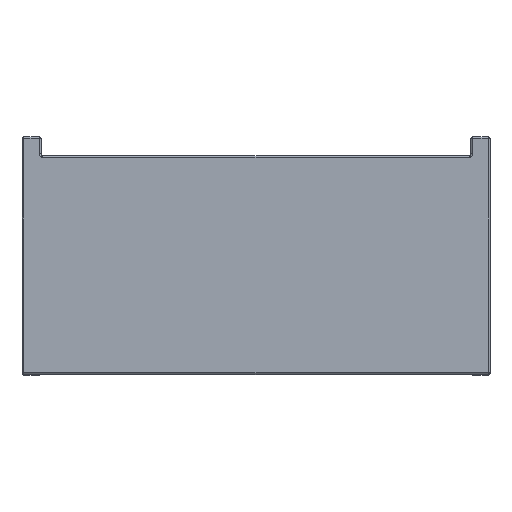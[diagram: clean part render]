
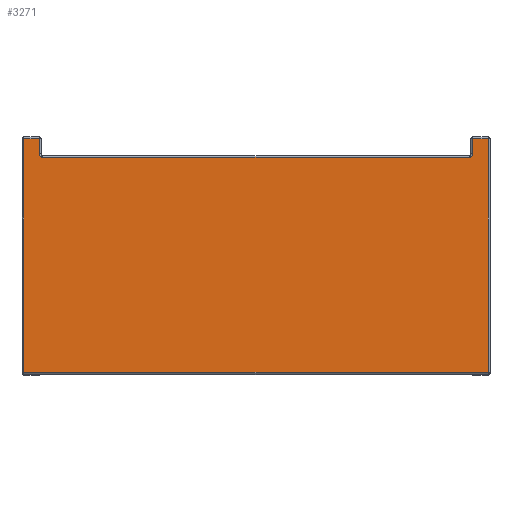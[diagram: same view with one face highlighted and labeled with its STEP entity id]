
A CAD part, top view. The second image highlights one B-rep face of the part: STEP entity #3271.
In plain terms, the highlighted planar face has unit normal (0, 0, 1).
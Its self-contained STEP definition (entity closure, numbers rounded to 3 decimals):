
#252=LINE('',#4841,#406);
#253=LINE('',#4845,#407);
#254=LINE('',#4847,#408);
#255=LINE('',#4849,#409);
#256=LINE('',#4851,#410);
#257=LINE('',#4853,#411);
#258=LINE('',#4855,#412);
#259=LINE('',#4857,#413);
#406=VECTOR('',#3951,1000.);
#407=VECTOR('',#3954,1000.);
#408=VECTOR('',#3955,1000.);
#409=VECTOR('',#3956,1000.);
#410=VECTOR('',#3957,1000.);
#411=VECTOR('',#3958,1000.);
#412=VECTOR('',#3959,1000.);
#413=VECTOR('',#3960,1000.);
#593=ORIENTED_EDGE('',*,*,#1235,.F.);
#594=ORIENTED_EDGE('',*,*,#1236,.T.);
#595=ORIENTED_EDGE('',*,*,#1237,.F.);
#596=ORIENTED_EDGE('',*,*,#1238,.T.);
#597=ORIENTED_EDGE('',*,*,#1239,.T.);
#598=ORIENTED_EDGE('',*,*,#1240,.T.);
#599=ORIENTED_EDGE('',*,*,#1241,.T.);
#600=ORIENTED_EDGE('',*,*,#1242,.T.);
#601=ORIENTED_EDGE('',*,*,#1243,.T.);
#602=ORIENTED_EDGE('',*,*,#1244,.T.);
#1235=EDGE_CURVE('',#1559,#1560,#1633,.T.);
#1236=EDGE_CURVE('',#1559,#1561,#252,.F.);
#1237=EDGE_CURVE('',#1562,#1561,#1634,.T.);
#1238=EDGE_CURVE('',#1562,#1563,#253,.F.);
#1239=EDGE_CURVE('',#1563,#1564,#254,.F.);
#1240=EDGE_CURVE('',#1564,#1565,#255,.F.);
#1241=EDGE_CURVE('',#1565,#1566,#256,.T.);
#1242=EDGE_CURVE('',#1566,#1567,#257,.T.);
#1243=EDGE_CURVE('',#1567,#1568,#258,.F.);
#1244=EDGE_CURVE('',#1568,#1560,#259,.F.);
#1559=VERTEX_POINT('',#4839);
#1560=VERTEX_POINT('',#4840);
#1561=VERTEX_POINT('',#4842);
#1562=VERTEX_POINT('',#4844);
#1563=VERTEX_POINT('',#4846);
#1564=VERTEX_POINT('',#4848);
#1565=VERTEX_POINT('',#4850);
#1566=VERTEX_POINT('',#4852);
#1567=VERTEX_POINT('',#4854);
#1568=VERTEX_POINT('',#4856);
#1633=CIRCLE('',#3461,0.074);
#1634=CIRCLE('',#3462,0.074);
#1804=EDGE_LOOP('',(#593,#594,#595,#596,#597,#598,#599,#600,#601,#602));
#1972=FACE_BOUND('',#1804,.T.);
#2129=PLANE('',#3460);
#3271=ADVANCED_FACE('',(#1972),#2129,.T.);
#3460=AXIS2_PLACEMENT_3D('',#4837,#3947,#3948);
#3461=AXIS2_PLACEMENT_3D('',#4838,#3949,#3950);
#3462=AXIS2_PLACEMENT_3D('',#4843,#3952,#3953);
#3947=DIRECTION('',(0.,0.,1.));
#3948=DIRECTION('',(1.,0.,0.));
#3949=DIRECTION('',(0.,0.,1.));
#3950=DIRECTION('',(1.,0.,0.));
#3951=DIRECTION('',(1.,0.,0.));
#3952=DIRECTION('',(0.,0.,1.));
#3953=DIRECTION('',(1.,0.,0.));
#3954=DIRECTION('',(0.,-1.,0.));
#3955=DIRECTION('',(1.,0.,0.));
#3956=DIRECTION('',(0.,1.,0.));
#3957=DIRECTION('',(1.,0.,0.));
#3958=DIRECTION('',(0.,1.,0.));
#3959=DIRECTION('',(1.,0.,0.));
#3960=DIRECTION('',(0.,1.,0.));
#4837=CARTESIAN_POINT('',(-4.765,-4.83,4.765));
#4838=CARTESIAN_POINT('',(4.339,-0.343,4.765));
#4839=CARTESIAN_POINT('',(4.339,-0.417,4.765));
#4840=CARTESIAN_POINT('',(4.413,-0.343,4.765));
#4841=CARTESIAN_POINT('',(-4.376,-0.417,4.765));
#4842=CARTESIAN_POINT('',(-4.339,-0.417,4.765));
#4843=CARTESIAN_POINT('',(-4.339,-0.343,4.765));
#4844=CARTESIAN_POINT('',(-4.413,-0.343,4.765));
#4845=CARTESIAN_POINT('',(-4.413,0.,4.765));
#4846=CARTESIAN_POINT('',(-4.413,-0.037,4.765));
#4847=CARTESIAN_POINT('',(-4.765,-0.037,4.765));
#4848=CARTESIAN_POINT('',(-4.728,-0.037,4.765));
#4849=CARTESIAN_POINT('',(-4.728,-4.83,4.765));
#4850=CARTESIAN_POINT('',(-4.728,-4.793,4.765));
#4851=CARTESIAN_POINT('',(4.765,-4.793,4.765));
#4852=CARTESIAN_POINT('',(4.728,-4.793,4.765));
#4853=CARTESIAN_POINT('',(4.728,-4.83,4.765));
#4854=CARTESIAN_POINT('',(4.728,-0.037,4.765));
#4855=CARTESIAN_POINT('',(-4.765,-0.037,4.765));
#4856=CARTESIAN_POINT('',(4.413,-0.037,4.765));
#4857=CARTESIAN_POINT('',(4.413,-0.38,4.765));
